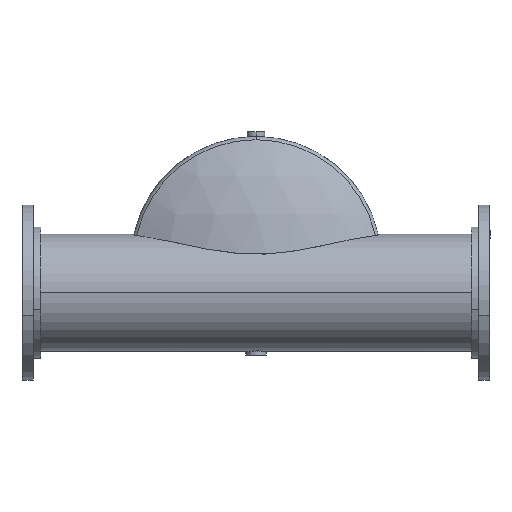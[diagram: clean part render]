
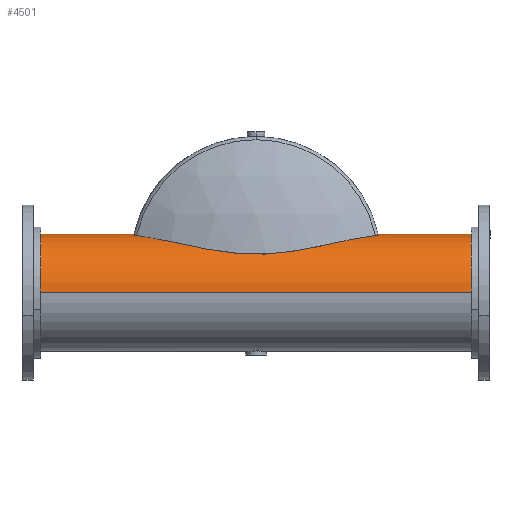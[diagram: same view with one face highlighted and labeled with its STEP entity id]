
A CAD part, top view. The second image highlights one B-rep face of the part: STEP entity #4501.
In plain terms, the highlighted cylindrical face has radius 177.8 mm (diameter 355.6 mm), a partial arc.
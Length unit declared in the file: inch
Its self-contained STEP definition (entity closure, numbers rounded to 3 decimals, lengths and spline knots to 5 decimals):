
#102 = DIRECTION ( 'NONE',  ( 1., 0., 0. ) ) ;
#205 = FACE_OUTER_BOUND ( 'NONE', #1891, .T. ) ;
#280 = DIRECTION ( 'NONE',  ( 1., 0., 0. ) ) ;
#312 = CARTESIAN_POINT ( 'NONE',  ( -27.5, 0., -7. ) ) ;
#321 = ORIENTED_EDGE ( 'NONE', *, *, #4901, .T. ) ;
#535 = CARTESIAN_POINT ( 'NONE',  ( 27.5, 0., 7. ) ) ;
#557 = CIRCLE ( 'NONE', #979, 7. ) ;
#616 = FACE_BOUND ( 'NONE', #1623, .T. ) ;
#720 = EDGE_CURVE ( 'NONE', #5195, #2278, #557, .T. ) ;
#873 = DIRECTION ( 'NONE',  ( 0., 0., -1. ) ) ;
#979 = AXIS2_PLACEMENT_3D ( 'NONE', #1286, #1722, #1337 ) ;
#1009 = CARTESIAN_POINT ( 'NONE',  ( -27.5, 0., -7. ) ) ;
#1245 = DIRECTION ( 'NONE',  ( 1., 0., 0. ) ) ;
#1286 = CARTESIAN_POINT ( 'NONE',  ( 27.5, 0., 0. ) ) ;
#1337 = DIRECTION ( 'NONE',  ( 0., 0., -1. ) ) ;
#1372 = DIRECTION ( 'NONE',  ( 1., 0., 0. ) ) ;
#1407 = CARTESIAN_POINT ( 'NONE',  ( -8., 6.53835, 2.5 ) ) ;
#1448 = CARTESIAN_POINT ( 'NONE',  ( 8., 6.53835, -2.5 ) ) ;
#1600 = VERTEX_POINT ( 'NONE', #3070 ) ;
#1623 = EDGE_LOOP ( 'NONE', ( #3357, #321, #5210, #4976 ) ) ;
#1685 = VERTEX_POINT ( 'NONE', #1407 ) ;
#1695 = VECTOR ( 'NONE', #3642, 39.37008 ) ;
#1701 = AXIS2_PLACEMENT_3D ( 'NONE', #2553, #102, #3790 ) ;
#1722 = DIRECTION ( 'NONE',  ( 1., 0., 0. ) ) ;
#1821 = CARTESIAN_POINT ( 'NONE',  ( -27.5, 0., 7. ) ) ;
#1856 = CARTESIAN_POINT ( 'NONE',  ( -27.5, 0., 0. ) ) ;
#1891 = EDGE_LOOP ( 'NONE', ( #4722, #4169, #5074, #4050 ) ) ;
#1960 = CARTESIAN_POINT ( 'NONE',  ( -27.5, 6.53835, -2.5 ) ) ;
#2014 = VERTEX_POINT ( 'NONE', #1448 ) ;
#2023 = VERTEX_POINT ( 'NONE', #1821 ) ;
#2191 = AXIS2_PLACEMENT_3D ( 'NONE', #2489, #3894, #873 ) ;
#2278 = VERTEX_POINT ( 'NONE', #535 ) ;
#2308 = EDGE_CURVE ( 'NONE', #3379, #5195, #5043, .T. ) ;
#2409 = DIRECTION ( 'NONE',  ( -1., 0., 0. ) ) ;
#2468 = LINE ( 'NONE', #4045, #4597 ) ;
#2489 = CARTESIAN_POINT ( 'NONE',  ( -27.5, 0., 0. ) ) ;
#2521 = CARTESIAN_POINT ( 'NONE',  ( 27.5, 0., -7. ) ) ;
#2553 = CARTESIAN_POINT ( 'NONE',  ( 8., 0., 0. ) ) ;
#2839 = DIRECTION ( 'NONE',  ( -1., 0., 0. ) ) ;
#3070 = CARTESIAN_POINT ( 'NONE',  ( -8., 6.53835, -2.5 ) ) ;
#3165 = DIRECTION ( 'NONE',  ( 0., 0., -1. ) ) ;
#3357 = ORIENTED_EDGE ( 'NONE', *, *, #4670, .T. ) ;
#3379 = VERTEX_POINT ( 'NONE', #312 ) ;
#3642 = DIRECTION ( 'NONE',  ( 1., 0., 0. ) ) ;
#3749 = EDGE_CURVE ( 'NONE', #1685, #1600, #4609, .T. ) ;
#3790 = DIRECTION ( 'NONE',  ( 0., 0., 1. ) ) ;
#3826 = AXIS2_PLACEMENT_3D ( 'NONE', #1856, #1245, #4551 ) ;
#3827 = VECTOR ( 'NONE', #1372, 39.37008 ) ;
#3894 = DIRECTION ( 'NONE',  ( 1., 0., 0. ) ) ;
#3998 = CIRCLE ( 'NONE', #1701, 7. ) ;
#4045 = CARTESIAN_POINT ( 'NONE',  ( -27.5, 6.53835, 2.5 ) ) ;
#4050 = ORIENTED_EDGE ( 'NONE', *, *, #2308, .F. ) ;
#4081 = AXIS2_PLACEMENT_3D ( 'NONE', #5247, #2409, #3165 ) ;
#4119 = CYLINDRICAL_SURFACE ( 'NONE', #3826, 7. ) ;
#4169 = ORIENTED_EDGE ( 'NONE', *, *, #4248, .T. ) ;
#4175 = EDGE_CURVE ( 'NONE', #5014, #1685, #2468, .T. ) ;
#4248 = EDGE_CURVE ( 'NONE', #2023, #2278, #4879, .T. ) ;
#4501 = ADVANCED_FACE ( 'NONE', ( #616, #205 ), #4119, .T. ) ;
#4514 = CIRCLE ( 'NONE', #2191, 7. ) ;
#4525 = EDGE_CURVE ( 'NONE', #3379, #2023, #4514, .T. ) ;
#4551 = DIRECTION ( 'NONE',  ( 0., 0., -1. ) ) ;
#4597 = VECTOR ( 'NONE', #2839, 39.37008 ) ;
#4609 = CIRCLE ( 'NONE', #4081, 7. ) ;
#4670 = EDGE_CURVE ( 'NONE', #1600, #2014, #5150, .T. ) ;
#4722 = ORIENTED_EDGE ( 'NONE', *, *, #4525, .T. ) ;
#4879 = LINE ( 'NONE', #5304, #1695 ) ;
#4901 = EDGE_CURVE ( 'NONE', #2014, #5014, #3998, .T. ) ;
#4961 = CARTESIAN_POINT ( 'NONE',  ( 8., 6.53835, 2.5 ) ) ;
#4976 = ORIENTED_EDGE ( 'NONE', *, *, #3749, .T. ) ;
#5014 = VERTEX_POINT ( 'NONE', #4961 ) ;
#5043 = LINE ( 'NONE', #1009, #3827 ) ;
#5074 = ORIENTED_EDGE ( 'NONE', *, *, #720, .F. ) ;
#5150 = LINE ( 'NONE', #1960, #5192 ) ;
#5192 = VECTOR ( 'NONE', #280, 39.37008 ) ;
#5195 = VERTEX_POINT ( 'NONE', #2521 ) ;
#5210 = ORIENTED_EDGE ( 'NONE', *, *, #4175, .T. ) ;
#5247 = CARTESIAN_POINT ( 'NONE',  ( -8., 0., 0. ) ) ;
#5304 = CARTESIAN_POINT ( 'NONE',  ( -27.5, 0., 7. ) ) ;
